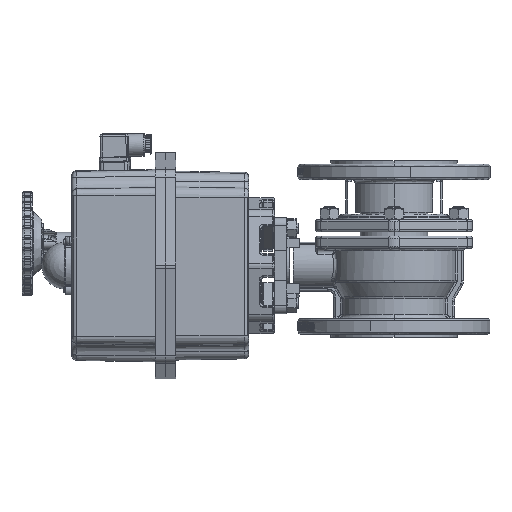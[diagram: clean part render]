
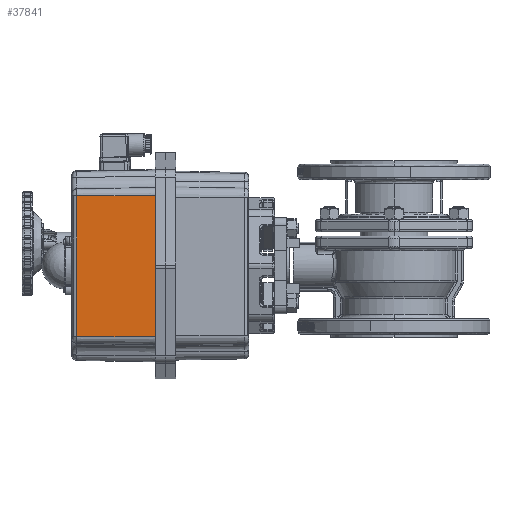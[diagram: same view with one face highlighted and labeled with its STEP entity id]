
A CAD part, left-side view. The second image highlights one B-rep face of the part: STEP entity #37841.
In plain terms, the highlighted planar face has unit normal (-1, 0.018, -0.005).
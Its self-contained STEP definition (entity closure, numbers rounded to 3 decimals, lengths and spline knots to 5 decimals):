
#697 = AXIS2_PLACEMENT_3D ( 'NONE', #76001, #112977, #113577 ) ;
#2000 = PLANE ( 'NONE',  #697 ) ;
#4391 = CARTESIAN_POINT ( 'NONE',  ( -0.11791, 0.2302, 0.25915 ) ) ;
#5256 = VECTOR ( 'NONE', #12310, 1. ) ;
#7662 = EDGE_CURVE ( 'NONE', #44081, #80844, #109573, .T. ) ;
#12310 = DIRECTION ( 'NONE',  ( 0.017, 1., 0. ) ) ;
#22492 = ORIENTED_EDGE ( 'NONE', *, *, #66277, .F. ) ;
#26531 = CARTESIAN_POINT ( 'NONE',  ( -0.11584, 0.30589, 0.12334 ) ) ;
#26704 = ORIENTED_EDGE ( 'NONE', *, *, #51483, .F. ) ;
#32874 = DIRECTION ( 'NONE',  ( 0.017, 1., 0. ) ) ;
#37841 = ADVANCED_FACE ( 'NONE', ( #111747 ), #2000, .T. ) ;
#39611 = LINE ( 'NONE', #4391, #71939 ) ;
#44081 = VERTEX_POINT ( 'NONE', #26531 ) ;
#45280 = CARTESIAN_POINT ( 'NONE',  ( -0.11716, 0.2302, 0.12333 ) ) ;
#45861 = LINE ( 'NONE', #74369, #5256 ) ;
#46682 = EDGE_CURVE ( 'NONE', #103625, #80844, #39611, .T. ) ;
#47878 = EDGE_LOOP ( 'NONE', ( #67723, #26704, #22492, #103829 ) ) ;
#48877 = CARTESIAN_POINT ( 'NONE',  ( -0.11659, 0.30589, 0.25916 ) ) ;
#50630 = VECTOR ( 'NONE', #102873, 1. ) ;
#51483 = EDGE_CURVE ( 'NONE', #64855, #44081, #45861, .T. ) ;
#51507 = DIRECTION ( 'NONE',  ( 0.006, 0., -1. ) ) ;
#52322 = VECTOR ( 'NONE', #51507, 1. ) ;
#64855 = VERTEX_POINT ( 'NONE', #45280 ) ;
#66277 = EDGE_CURVE ( 'NONE', #103625, #64855, #106685, .T. ) ;
#67723 = ORIENTED_EDGE ( 'NONE', *, *, #7662, .F. ) ;
#71939 = VECTOR ( 'NONE', #32874, 1. ) ;
#74369 = CARTESIAN_POINT ( 'NONE',  ( -0.11716, 0.2302, 0.12333 ) ) ;
#76001 = CARTESIAN_POINT ( 'NONE',  ( -0.11809, 0.2202, 0.25915 ) ) ;
#80844 = VERTEX_POINT ( 'NONE', #48877 ) ;
#88485 = CARTESIAN_POINT ( 'NONE',  ( -0.11791, 0.2302, 0.25915 ) ) ;
#93182 = CARTESIAN_POINT ( 'NONE',  ( -0.11584, 0.30589, 0.12334 ) ) ;
#102873 = DIRECTION ( 'NONE',  ( -0.006, 0., 1. ) ) ;
#103625 = VERTEX_POINT ( 'NONE', #112040 ) ;
#103829 = ORIENTED_EDGE ( 'NONE', *, *, #46682, .T. ) ;
#106685 = LINE ( 'NONE', #88485, #52322 ) ;
#109573 = LINE ( 'NONE', #93182, #50630 ) ;
#111747 = FACE_OUTER_BOUND ( 'NONE', #47878, .T. ) ;
#112040 = CARTESIAN_POINT ( 'NONE',  ( -0.11791, 0.2302, 0.25915 ) ) ;
#112977 = DIRECTION ( 'NONE',  ( -1., 0.017, -0.006 ) ) ;
#113577 = DIRECTION ( 'NONE',  ( 0.006, 0., -1. ) ) ;
